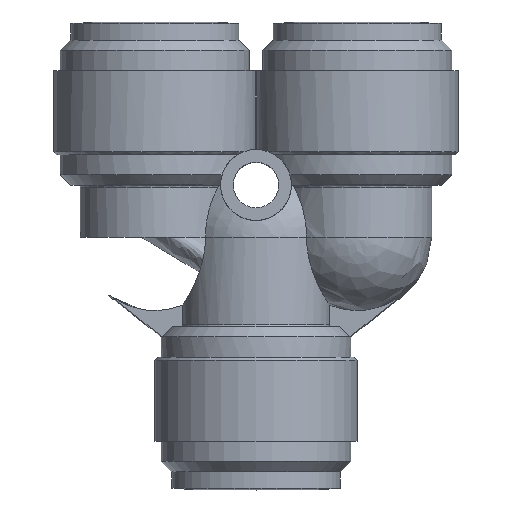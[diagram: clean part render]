
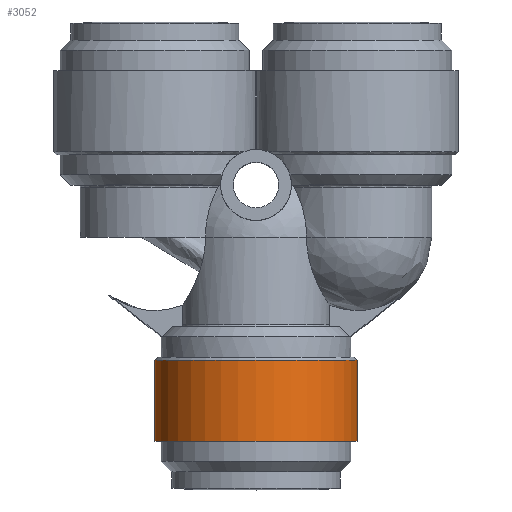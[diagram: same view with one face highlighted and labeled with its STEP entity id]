
A CAD part, top view. The second image highlights one B-rep face of the part: STEP entity #3052.
In plain terms, the highlighted cylindrical face has radius 10 mm (diameter 20 mm), a full revolution.
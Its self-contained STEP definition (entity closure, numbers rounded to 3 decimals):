
#3018=CARTESIAN_POINT('',(-10.0,4.8,0.0));
#3019=VERTEX_POINT('',#3018);
#3020=CARTESIAN_POINT('',(0.0,4.8,0.0));
#3021=DIRECTION('',(0.0,1.0,0.0));
#3022=DIRECTION('',(-1.0,0.0,0.0));
#3023=AXIS2_PLACEMENT_3D('',#3020,#3021,#3022);
#3024=CIRCLE('',#3023,10.0);
#3025=EDGE_CURVE('',#3019,#3019,#3024,.T.);
#3033=CARTESIAN_POINT('',(0.0,8.8,0.0));
#3034=DIRECTION('',(0.0,1.0,0.0));
#3035=DIRECTION('',(-1.0,0.0,0.0));
#3036=AXIS2_PLACEMENT_3D('',#3033,#3034,#3035);
#3037=CYLINDRICAL_SURFACE('',#3036,10.0);
#3038=CARTESIAN_POINT('',(-10.0,12.8,0.0));
#3039=VERTEX_POINT('',#3038);
#3040=CARTESIAN_POINT('',(0.0,12.8,0.0));
#3041=DIRECTION('',(0.0,1.0,0.0));
#3042=DIRECTION('',(-1.0,0.0,0.0));
#3043=AXIS2_PLACEMENT_3D('',#3040,#3041,#3042);
#3044=CIRCLE('',#3043,10.0);
#3045=EDGE_CURVE('',#3039,#3039,#3044,.T.);
#3046=ORIENTED_EDGE('',*,*,#3045,.F.);
#3047=EDGE_LOOP('',(#3046));
#3048=FACE_OUTER_BOUND('',#3047,.T.);
#3049=ORIENTED_EDGE('',*,*,#3025,.T.);
#3050=EDGE_LOOP('',(#3049));
#3051=FACE_BOUND('',#3050,.T.);
#3052=ADVANCED_FACE('',(#3048,#3051),#3037,.T.);
